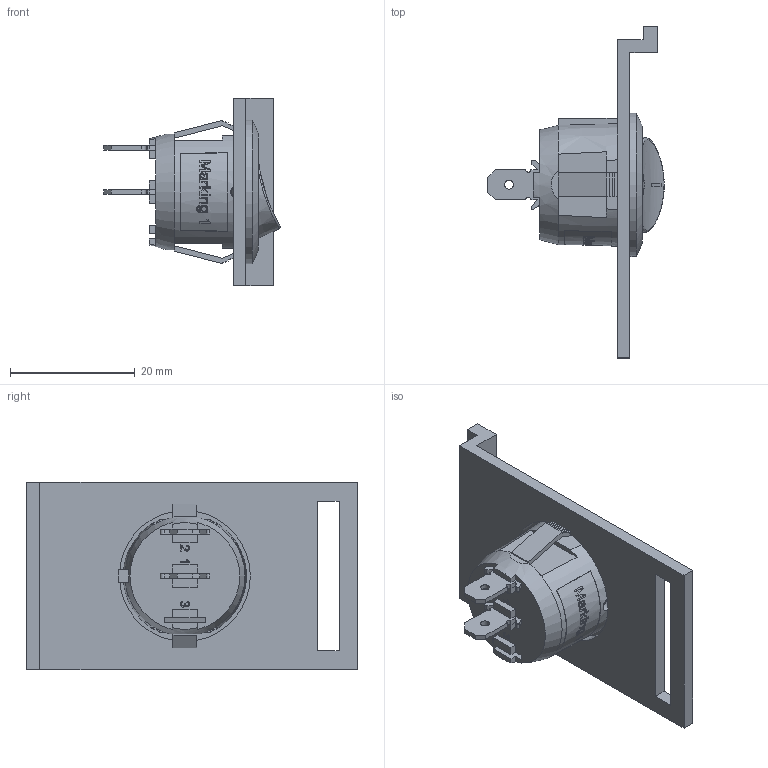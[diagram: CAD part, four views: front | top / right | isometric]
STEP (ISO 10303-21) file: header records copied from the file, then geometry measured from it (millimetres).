
FILE_DESCRIPTION(/* description */ (''),/* implementation_level */ '2;1');
FILE_NAME(/* name */ 'Kippschalter v3.step',/* time_stamp */ '2024-07-02T21:34:15+02:00',/* author */ (''),/* organization */ (''),/* preprocessor_version */ 'ST-DEVELOPER v20',/* originating_system */ 'Autodesk Translation Framework v13.14.0.145',/* authorisation */ '');
FILE_SCHEMA (('AUTOMOTIVE_DESIGN { 1 0 10303 214 3 1 1 }'));
Length unit declared in the file: millimetre
Products named in the file (4): Kippschalter; kippschalter_1; Frame; Actuator
Assembly tree (3 placements, depth 3):
  Kippschalter
    kippschalter_1
      Frame
      Actuator
Bounding box: 28.3 x 53.2 x 30 mm (x, y, z)
Volume: 5124.2 mm3; surface area: 7607.6 mm2
Topology: 5 solids, 5 shells, 337 faces, 928 edges, 615 vertices
Faces by surface type: plane 219, bspline 54, cone 40, cylinder 24
Full cylindrical faces by diameter (mm): 1.4 x2, 1.8 x2, 2.1 x2, 21 x1, 23 x1
Entity records: 14677 total; most frequent: CARTESIAN_POINT 6162, ORIENTED_EDGE 1856, DIRECTION 1531, EDGE_CURVE 928, LINE 649, VECTOR 649, VERTEX_POINT 615, AXIS2_PLACEMENT_3D 441
